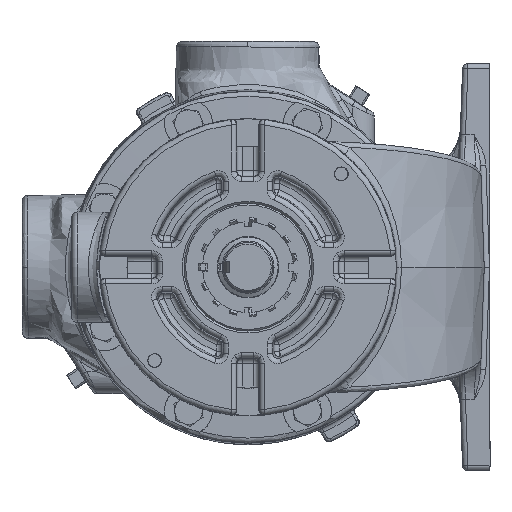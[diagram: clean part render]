
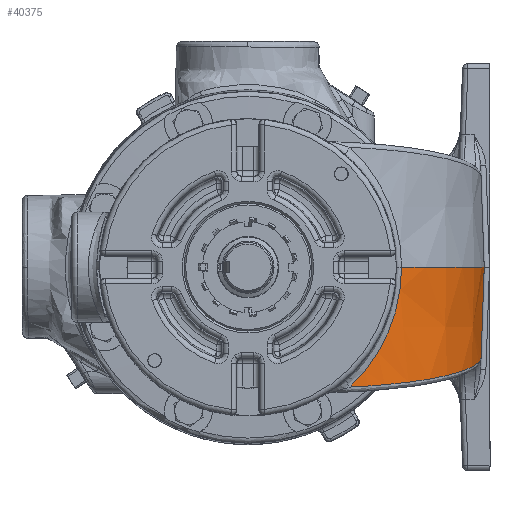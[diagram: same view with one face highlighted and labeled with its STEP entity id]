
A CAD part, left-side view. The second image highlights one B-rep face of the part: STEP entity #40375.
In plain terms, the highlighted conical face has half-angle 2 degrees and reference radius 100.076 mm.
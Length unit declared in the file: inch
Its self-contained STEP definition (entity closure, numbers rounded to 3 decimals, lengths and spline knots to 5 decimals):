
#1265 = LINE ( 'NONE', #111695, #227507 ) ;
#2107 = CARTESIAN_POINT ( 'NONE',  ( -6.19872, -5.29505, -2.0694 ) ) ;
#2767 = CONICAL_SURFACE ( 'NONE', #137408, 3.94, 0.035 ) ;
#3040 = CARTESIAN_POINT ( 'NONE',  ( -8.05257, -4.76612, -2.39567 ) ) ;
#3996 = CARTESIAN_POINT ( 'NONE',  ( -9.65241, -3.03671, -2.67719 ) ) ;
#16248 = EDGE_LOOP ( 'NONE', ( #130911, #18967, #133852, #205880 ) ) ;
#17568 = CARTESIAN_POINT ( 'NONE',  ( -9.58216, -3.27656, -1.25888 ) ) ;
#18967 = ORIENTED_EDGE ( 'NONE', *, *, #112937, .F. ) ;
#24184 = CARTESIAN_POINT ( 'NONE',  ( -6.36163, -5.28624, -2.09807 ) ) ;
#24537 = DIRECTION ( 'NONE',  ( 0., 0.035, -0.999 ) ) ;
#25115 = CARTESIAN_POINT ( 'NONE',  ( -8.28126, -4.62228, -2.43591 ) ) ;
#26042 = CARTESIAN_POINT ( 'NONE',  ( -9.85684, -2.53333, -2.71315 ) ) ;
#38729 = CARTESIAN_POINT ( 'NONE',  ( -9.81921, -2.66641, -2.35534 ) ) ;
#39660 = CARTESIAN_POINT ( 'NONE',  ( -9.53416, -3.38467, -0.89466 ) ) ;
#40375 = ADVANCED_FACE ( 'NONE', ( #263316 ), #2767, .T. ) ;
#46252 = CARTESIAN_POINT ( 'NONE',  ( -6.63107, -5.25795, -2.14549 ) ) ;
#47199 = CARTESIAN_POINT ( 'NONE',  ( -8.41477, -4.52858, -2.45941 ) ) ;
#56464 = EDGE_CURVE ( 'NONE', #246988, #219886, #262318, .T. ) ;
#60695 = CARTESIAN_POINT ( 'NONE',  ( -9.74348, -2.88721, -2.05125 ) ) ;
#61631 = CARTESIAN_POINT ( 'NONE',  ( -9.51827, -3.42344, -0.70623 ) ) ;
#62336 = EDGE_CURVE ( 'NONE', #177588, #219886, #159208, .T. ) ;
#68289 = CARTESIAN_POINT ( 'NONE',  ( -6.9498, -5.1988, -2.20159 ) ) ;
#69229 = CARTESIAN_POINT ( 'NONE',  ( -8.6743, -4.32859, -2.50508 ) ) ;
#78242 = DIRECTION ( 'NONE',  ( 0., 0., -1. ) ) ;
#82756 = CARTESIAN_POINT ( 'NONE',  ( -9.68726, -3.03094, -1.80626 ) ) ;
#83693 = CARTESIAN_POINT ( 'NONE',  ( -9.51177, -3.44035, -0.61092 ) ) ;
#88367 = CARTESIAN_POINT ( 'NONE',  ( -6.09, -5.29684, -2.05026 ) ) ;
#90296 = CARTESIAN_POINT ( 'NONE',  ( -7.15944, -5.14377, -2.23849 ) ) ;
#91219 = CARTESIAN_POINT ( 'NONE',  ( -9.12757, -3.86504, -2.58484 ) ) ;
#104746 = CARTESIAN_POINT ( 'NONE',  ( -9.66906, -3.07546, -1.72201 ) ) ;
#105411 = DIRECTION ( 'NONE',  ( 1., 0., 0. ) ) ;
#105690 = CARTESIAN_POINT ( 'NONE',  ( -9.50387, -3.4636, -0.45104 ) ) ;
#111345 = CARTESIAN_POINT ( 'NONE',  ( -6.14438, -5.2965, -2.05983 ) ) ;
#111695 = CARTESIAN_POINT ( 'NONE',  ( -6.09, -5.26346, -3.00599 ) ) ;
#112282 = CARTESIAN_POINT ( 'NONE',  ( -7.31541, -5.09563, -2.26594 ) ) ;
#112937 = EDGE_CURVE ( 'NONE', #177588, #284234, #1265, .T. ) ;
#113210 = CARTESIAN_POINT ( 'NONE',  ( -9.4434, -3.41897, -2.64041 ) ) ;
#123783 = CARTESIAN_POINT ( 'NONE',  ( -6.09, -5.29684, -2.05026 ) ) ;
#126759 = CARTESIAN_POINT ( 'NONE',  ( -9.64555, -3.13164, -1.60847 ) ) ;
#127695 = CARTESIAN_POINT ( 'NONE',  ( -9.50005, -3.49067, -0.12954 ) ) ;
#130911 = ORIENTED_EDGE ( 'NONE', *, *, #148473, .F. ) ;
#131767 = CARTESIAN_POINT ( 'NONE',  ( -9.50513, -3.4911, 0. ) ) ;
#133852 = ORIENTED_EDGE ( 'NONE', *, *, #62336, .T. ) ;
#134317 = CARTESIAN_POINT ( 'NONE',  ( -7.76869, -4.91987, -2.34571 ) ) ;
#135243 = CARTESIAN_POINT ( 'NONE',  ( -9.60425, -3.13411, -2.66871 ) ) ;
#137408 = AXIS2_PLACEMENT_3D ( 'NONE', #257691, #279726, #105411 ) ;
#139642 = CARTESIAN_POINT ( 'NONE',  ( -9.9121, -2.32002, -2.72288 ) ) ;
#148473 = EDGE_CURVE ( 'NONE', #284234, #246988, #258778, .T. ) ;
#148744 = CARTESIAN_POINT ( 'NONE',  ( -9.60181, -3.23271, -1.37712 ) ) ;
#155354 = CARTESIAN_POINT ( 'NONE',  ( -6.30733, -5.28992, -2.08851 ) ) ;
#156273 = CARTESIAN_POINT ( 'NONE',  ( -8.14524, -4.71097, -2.41197 ) ) ;
#157206 = CARTESIAN_POINT ( 'NONE',  ( -9.78474, -2.73904, -2.70047 ) ) ;
#159208 = CIRCLE ( 'NONE', #190924, 4.04497 ) ;
#169826 = CARTESIAN_POINT ( 'NONE',  ( -9.9121, -2.32002, -2.72288 ) ) ;
#170763 = CARTESIAN_POINT ( 'NONE',  ( -9.54834, -3.35254, -1.01764 ) ) ;
#177330 = CARTESIAN_POINT ( 'NONE',  ( -6.52377, -5.2719, -2.12661 ) ) ;
#177588 = VERTEX_POINT ( 'NONE', #243038 ) ;
#178260 = CARTESIAN_POINT ( 'NONE',  ( -8.3261, -4.59172, -2.4438 ) ) ;
#179219 = CARTESIAN_POINT ( 'NONE',  ( -9.9121, -2.32002, -2.72288 ) ) ;
#190881 = CARTESIAN_POINT ( 'NONE',  ( -9.8908, -2.41374, -2.63599 ) ) ;
#190924 = AXIS2_PLACEMENT_3D ( 'NONE', #209356, #78242, #231372 ) ;
#191818 = CARTESIAN_POINT ( 'NONE',  ( -9.79404, -2.74344, -2.2566 ) ) ;
#192747 = CARTESIAN_POINT ( 'NONE',  ( -9.52074, -3.41729, -0.73776 ) ) ;
#199371 = CARTESIAN_POINT ( 'NONE',  ( -6.84408, -5.2214, -2.18298 ) ) ;
#200294 = CARTESIAN_POINT ( 'NONE',  ( -8.4587, -4.49592, -2.46714 ) ) ;
#205880 = ORIENTED_EDGE ( 'NONE', *, *, #56464, .F. ) ;
#209356 = CARTESIAN_POINT ( 'NONE',  ( -6.09, -1.32346, 0. ) ) ;
#213925 = CARTESIAN_POINT ( 'NONE',  ( -9.71808, -2.95394, -1.94466 ) ) ;
#214854 = CARTESIAN_POINT ( 'NONE',  ( -9.51379, -3.43496, -0.64283 ) ) ;
#219886 = VERTEX_POINT ( 'NONE', #131767 ) ;
#221436 = CARTESIAN_POINT ( 'NONE',  ( -7.10718, -5.15835, -2.22929 ) ) ;
#222365 = CARTESIAN_POINT ( 'NONE',  ( -8.83379, -4.18219, -2.53314 ) ) ;
#227507 = VECTOR ( 'NONE', #24537, 39.37008 ) ;
#231372 = DIRECTION ( 'NONE',  ( 1., 0., 0. ) ) ;
#235935 = CARTESIAN_POINT ( 'NONE',  ( -9.68114, -3.04603, -1.77828 ) ) ;
#236903 = CARTESIAN_POINT ( 'NONE',  ( -9.50644, -3.45527, -0.51508 ) ) ;
#243038 = CARTESIAN_POINT ( 'NONE',  ( -6.09, -5.36843, 0. ) ) ;
#243531 = CARTESIAN_POINT ( 'NONE',  ( -7.26356, -5.11241, -2.25681 ) ) ;
#244456 = CARTESIAN_POINT ( 'NONE',  ( -9.26186, -3.69429, -2.60846 ) ) ;
#246988 = VERTEX_POINT ( 'NONE', #139642 ) ;
#257036 = CARTESIAN_POINT ( 'NONE',  ( -9.86759, -2.50155, -2.54504 ) ) ;
#257691 = CARTESIAN_POINT ( 'NONE',  ( -6.09, -1.32346, -3.00599 ) ) ;
#257973 = CARTESIAN_POINT ( 'NONE',  ( -9.66311, -3.08979, -1.69373 ) ) ;
#258778 = B_SPLINE_CURVE_WITH_KNOTS ( 'NONE', 3,
 ( #88367, #111345, #2107, #155354, #24184, #177330, #46252, #199371, #68289, #221436, #90296, #243531, #112282, #265507, #134317, #3040, #156273, #25115, #178260, #47199, #200294, #69229, #222365, #91219, #244456, #113210, #266434, #135243, #3996, #157206, #26042, #179219 ),
 .UNSPECIFIED., .F., .F.,
 ( 4, 2, 2, 2, 2, 2, 2, 2, 2, 2, 2, 2, 2, 2, 2, 4 ),
 ( 0., 0.00421, 0.00841, 0.01682, 0.02523, 0.02944, 0.03365, 0.05047, 0.05888, 0.06309, 0.06729, 0.08412, 0.10094, 0.10935, 0.11776, 0.13459 ),
 .UNSPECIFIED. ) ;
#258888 = CARTESIAN_POINT ( 'NONE',  ( -9.49916, -3.48371, -0.25849 ) ) ;
#262318 = B_SPLINE_CURVE_WITH_KNOTS ( 'NONE', 3,
 ( #169826, #190881, #257036, #38729, #191818, #60695, #213925, #82756, #235935, #104746, #257973, #126759, #280010, #148744, #17568, #170763, #39660, #192747, #61631, #214854, #83693, #236903, #105690, #258888, #127695, #280937 ),
 .UNSPECIFIED., .F., .F.,
 ( 4, 2, 2, 2, 2, 2, 2, 2, 2, 2, 2, 2, 4 ),
 ( 0., 0.00973, 0.01947, 0.0292, 0.03163, 0.03407, 0.03893, 0.04867, 0.0584, 0.06083, 0.06327, 0.06814, 0.07787 ),
 .UNSPECIFIED. ) ;
#263316 = FACE_OUTER_BOUND ( 'NONE', #16248, .T. ) ;
#265507 = CARTESIAN_POINT ( 'NONE',  ( -7.57166, -5.00683, -2.31103 ) ) ;
#266434 = CARTESIAN_POINT ( 'NONE',  ( -9.49976, -3.32522, -2.65033 ) ) ;
#279726 = DIRECTION ( 'NONE',  ( 0., 0., 1. ) ) ;
#280010 = CARTESIAN_POINT ( 'NONE',  ( -9.63424, -3.15802, -1.55106 ) ) ;
#280937 = CARTESIAN_POINT ( 'NONE',  ( -9.50513, -3.4911, 0. ) ) ;
#284234 = VERTEX_POINT ( 'NONE', #123783 ) ;
